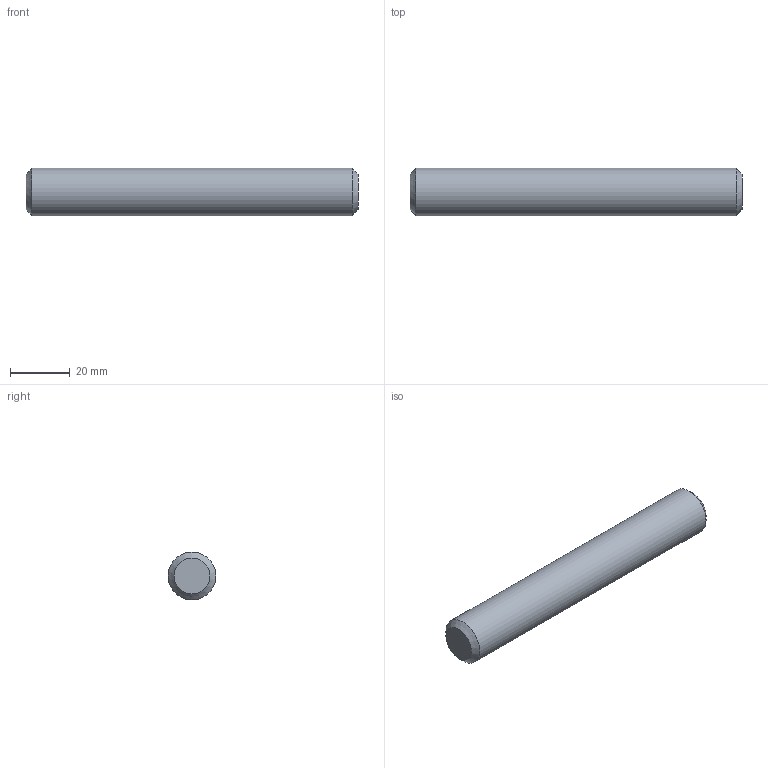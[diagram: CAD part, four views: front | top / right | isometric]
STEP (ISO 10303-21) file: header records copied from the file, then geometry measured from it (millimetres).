
FILE_DESCRIPTION(('STEP AP242'), '1');
FILE_NAME('47 Øïèëüêè Ì16-3øò. äëÿ êðåïëåíèÿ ãðóíäáóêñû ñàëüíèêà', '', ('UNSPECIFIED'), ('UNSPECIFIED'), 'C3D Converter', 'C3D Toolkit', '');
FILE_SCHEMA(('AP242_MANAGED_MODEL_BASED_3D_ENGINEERING_MIM_LF { 1 0 10303 442 1 1 4 }'));
Length unit declared in the file: millimetre
Assembly tree (2 placements, depth 2):
  (unnamed)
    (unnamed)
    (unnamed)
Bounding box: 111 x 16 x 16 mm (x, y, z)
Volume: 22330.2 mm3; surface area: 6251.2 mm2
Topology: 2 solids, 2 shells, 10 faces, 14 edges, 8 vertices
Faces by surface type: plane 4, cone 4, cylinder 2
Full cylindrical faces by diameter (mm): 2 x1, 16 x1
Entity records: 332 total; most frequent: DIRECTION 42, CARTESIAN_POINT 29, AXIS2_PLACEMENT_3D 21, EDGE_LOOP 16, ORIENTED_EDGE 16, FACE_OUTER_BOUND 12, DATE_AND_TIME 10, CALENDAR_DATE 10
